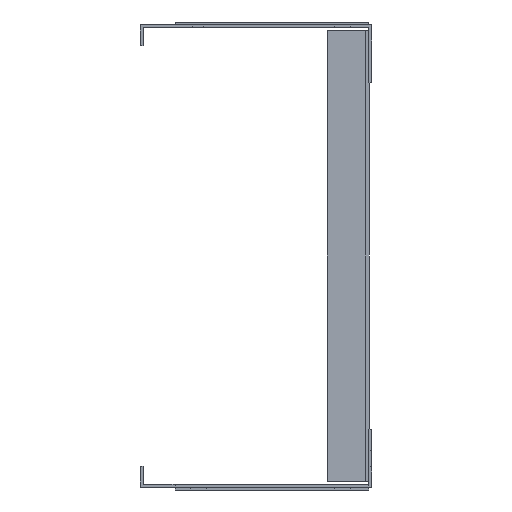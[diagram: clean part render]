
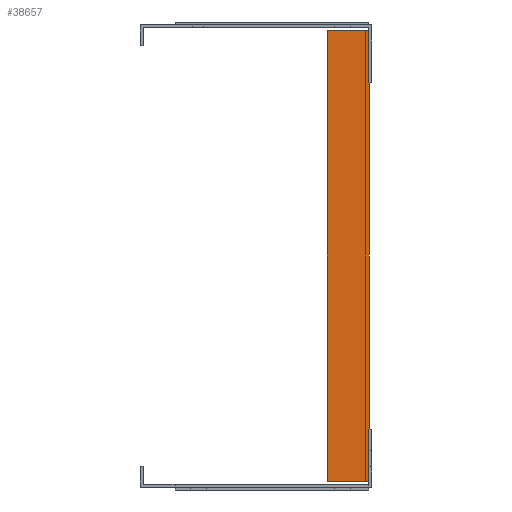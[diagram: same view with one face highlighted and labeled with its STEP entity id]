
A CAD part, left-side view. The second image highlights one B-rep face of the part: STEP entity #38657.
In plain terms, the highlighted planar face has unit normal (-1, 0, 0).
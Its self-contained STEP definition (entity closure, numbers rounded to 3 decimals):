
#790 = EDGE_CURVE ( 'NONE', #35614, #26185, #41028, .T. ) ;
#1989 = CARTESIAN_POINT ( 'NONE',  ( -1653.776, 158.597, -188.6 ) ) ;
#2364 = ORIENTED_EDGE ( 'NONE', *, *, #45398, .F. ) ;
#2641 = CARTESIAN_POINT ( 'NONE',  ( -1653.776, 158.597, -13.6 ) ) ;
#3412 = ORIENTED_EDGE ( 'NONE', *, *, #13210, .T. ) ;
#4524 = ORIENTED_EDGE ( 'NONE', *, *, #41922, .T. ) ;
#6051 = ORIENTED_EDGE ( 'NONE', *, *, #7077, .T. ) ;
#6523 = VECTOR ( 'NONE', #28017, 1000. ) ;
#7077 = EDGE_CURVE ( 'NONE', #14364, #23042, #60017, .T. ) ;
#7819 = VECTOR ( 'NONE', #15569, 1000. ) ;
#7967 = VECTOR ( 'NONE', #45376, 1000. ) ;
#8043 = AXIS2_PLACEMENT_3D ( 'NONE', #13990, #47382, #18789 ) ;
#9169 = CARTESIAN_POINT ( 'NONE',  ( -1653.776, 176.497, 8.9 ) ) ;
#10122 = LINE ( 'NONE', #9169, #32518 ) ;
#10430 = CARTESIAN_POINT ( 'NONE',  ( -1653.776, 158.597, 8.9 ) ) ;
#10778 = CARTESIAN_POINT ( 'NONE',  ( -1653.776, 158.497, -188.221 ) ) ;
#11381 = DIRECTION ( 'NONE',  ( 0., 0., -1. ) ) ;
#11999 = CARTESIAN_POINT ( 'NONE',  ( -1653.776, 158.597, -163.6 ) ) ;
#12202 = VECTOR ( 'NONE', #30031, 1000. ) ;
#13210 = EDGE_CURVE ( 'NONE', #23042, #44710, #20755, .T. ) ;
#13990 = CARTESIAN_POINT ( 'NONE',  ( -1653.776, 176.497, 8.9 ) ) ;
#14364 = VERTEX_POINT ( 'NONE', #41811 ) ;
#14634 = ORIENTED_EDGE ( 'NONE', *, *, #790, .F. ) ;
#15569 = DIRECTION ( 'NONE',  ( 0., 0., 1. ) ) ;
#15837 = CARTESIAN_POINT ( 'NONE',  ( -1653.776, 176.497, 8.9 ) ) ;
#18069 = DIRECTION ( 'NONE',  ( 0., -1., 0. ) ) ;
#18588 = PLANE ( 'NONE',  #8043 ) ;
#18789 = DIRECTION ( 'NONE',  ( 0., 0., -1. ) ) ;
#20755 = LINE ( 'NONE', #42177, #6523 ) ;
#23042 = VERTEX_POINT ( 'NONE', #48596 ) ;
#23759 = VERTEX_POINT ( 'NONE', #49335 ) ;
#23828 = DIRECTION ( 'NONE',  ( 0., -1., 0. ) ) ;
#24914 = VERTEX_POINT ( 'NONE', #38984 ) ;
#26185 = VERTEX_POINT ( 'NONE', #36136 ) ;
#27222 = CARTESIAN_POINT ( 'NONE',  ( -1653.776, 158.597, -186.1 ) ) ;
#28017 = DIRECTION ( 'NONE',  ( 0., -1., 0. ) ) ;
#28243 = VERTEX_POINT ( 'NONE', #10430 ) ;
#28355 = VECTOR ( 'NONE', #18069, 1000. ) ;
#29001 = EDGE_CURVE ( 'NONE', #23759, #24914, #33372, .T. ) ;
#30031 = DIRECTION ( 'NONE',  ( 0., 0., -1. ) ) ;
#30375 = LINE ( 'NONE', #49628, #54282 ) ;
#30701 = ORIENTED_EDGE ( 'NONE', *, *, #50245, .F. ) ;
#32518 = VECTOR ( 'NONE', #23828, 1000. ) ;
#33048 = EDGE_CURVE ( 'NONE', #28243, #35614, #30375, .T. ) ;
#33372 = LINE ( 'NONE', #11999, #7967 ) ;
#35400 = LINE ( 'NONE', #1989, #59317 ) ;
#35452 = ORIENTED_EDGE ( 'NONE', *, *, #33048, .F. ) ;
#35614 = VERTEX_POINT ( 'NONE', #2641 ) ;
#36136 = CARTESIAN_POINT ( 'NONE',  ( -1653.776, 158.497, -13.6 ) ) ;
#38657 = ADVANCED_FACE ( 'NONE', ( #54481 ), #18588, .F. ) ;
#38984 = CARTESIAN_POINT ( 'NONE',  ( -1653.776, 158.597, -163.6 ) ) ;
#41028 = LINE ( 'NONE', #51884, #28355 ) ;
#41811 = CARTESIAN_POINT ( 'NONE',  ( -1653.776, 176.497, 8.9 ) ) ;
#41922 = EDGE_CURVE ( 'NONE', #23759, #26185, #45909, .T. ) ;
#42177 = CARTESIAN_POINT ( 'NONE',  ( -1653.776, 176.497, -186.1 ) ) ;
#44448 = EDGE_LOOP ( 'NONE', ( #14634, #35452, #30701, #6051, #3412, #2364, #60868, #4524 ) ) ;
#44710 = VERTEX_POINT ( 'NONE', #27222 ) ;
#45376 = DIRECTION ( 'NONE',  ( 0., 1., 0. ) ) ;
#45398 = EDGE_CURVE ( 'NONE', #24914, #44710, #35400, .T. ) ;
#45909 = LINE ( 'NONE', #10778, #7819 ) ;
#47382 = DIRECTION ( 'NONE',  ( 1., 0., 0. ) ) ;
#48596 = CARTESIAN_POINT ( 'NONE',  ( -1653.776, 176.497, -186.1 ) ) ;
#49335 = CARTESIAN_POINT ( 'NONE',  ( -1653.776, 158.497, -163.6 ) ) ;
#49628 = CARTESIAN_POINT ( 'NONE',  ( -1653.776, 158.597, 11.4 ) ) ;
#50245 = EDGE_CURVE ( 'NONE', #14364, #28243, #10122, .T. ) ;
#51884 = CARTESIAN_POINT ( 'NONE',  ( -1653.776, 158.597, -13.6 ) ) ;
#54282 = VECTOR ( 'NONE', #59235, 1000. ) ;
#54481 = FACE_OUTER_BOUND ( 'NONE', #44448, .T. ) ;
#59235 = DIRECTION ( 'NONE',  ( 0., 0., -1. ) ) ;
#59317 = VECTOR ( 'NONE', #11381, 1000. ) ;
#60017 = LINE ( 'NONE', #15837, #12202 ) ;
#60868 = ORIENTED_EDGE ( 'NONE', *, *, #29001, .F. ) ;
